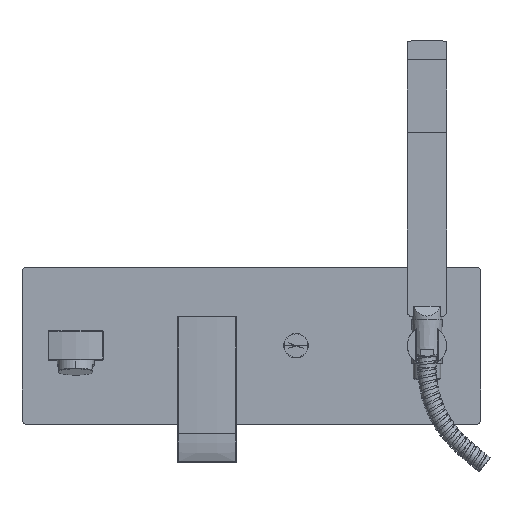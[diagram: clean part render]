
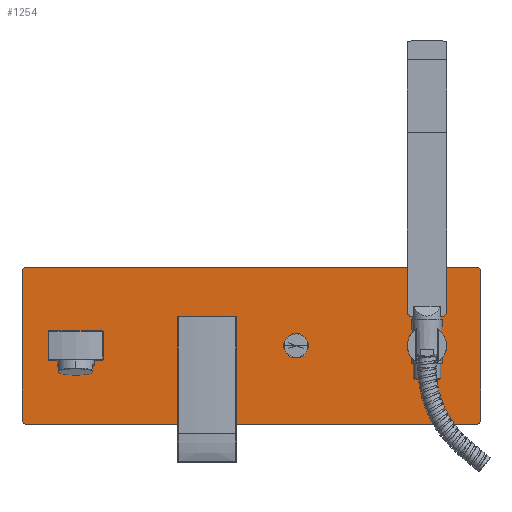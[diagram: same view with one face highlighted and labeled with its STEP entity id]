
A CAD part, top view. The second image highlights one B-rep face of the part: STEP entity #1254.
In plain terms, the highlighted planar face has unit normal (0, 0, 1).
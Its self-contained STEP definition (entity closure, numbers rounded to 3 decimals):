
#972=CARTESIAN_POINT('',(-137.,-56.,50.));
#973=DIRECTION('',(0.,0.,1.));
#974=DIRECTION('',(-1.,0.,0.));
#975=AXIS2_PLACEMENT_3D('',#972,#973,#974);
#977=DIRECTION('',(0.,-1.,0.));
#978=VECTOR('',#977,112.);
#979=CARTESIAN_POINT('',(-141.,56.,50.));
#980=LINE('',#979,#978);
#981=CARTESIAN_POINT('',(-137.,56.,50.));
#982=DIRECTION('',(0.,0.,1.));
#983=DIRECTION('',(0.,1.,0.));
#984=AXIS2_PLACEMENT_3D('',#981,#982,#983);
#986=DIRECTION('',(-1.,0.,0.));
#987=VECTOR('',#986,342.);
#988=CARTESIAN_POINT('',(205.,60.,50.));
#989=LINE('',#988,#987);
#990=CARTESIAN_POINT('',(205.,56.,50.));
#991=DIRECTION('',(0.,0.,1.));
#992=DIRECTION('',(1.,0.,0.));
#993=AXIS2_PLACEMENT_3D('',#990,#991,#992);
#995=DIRECTION('',(0.,1.,0.));
#996=VECTOR('',#995,112.);
#997=CARTESIAN_POINT('',(209.,-56.,50.));
#998=LINE('',#997,#996);
#999=CARTESIAN_POINT('',(205.,-56.,50.));
#1000=DIRECTION('',(0.,0.,1.));
#1001=DIRECTION('',(0.,-1.,0.));
#1002=AXIS2_PLACEMENT_3D('',#999,#1000,#1001);
#1004=DIRECTION('',(1.,0.,0.));
#1005=VECTOR('',#1004,342.);
#1006=CARTESIAN_POINT('',(-137.,-60.,50.));
#1007=LINE('',#1006,#1005);
#1012=CARTESIAN_POINT('',(-141.,-56.,50.));
#1013=VERTEX_POINT('',#1012);
#1014=CARTESIAN_POINT('',(-137.,-60.,50.));
#1015=VERTEX_POINT('',#1014);
#1020=CARTESIAN_POINT('',(-137.,60.,50.));
#1021=VERTEX_POINT('',#1020);
#1022=CARTESIAN_POINT('',(-141.,56.,50.));
#1023=VERTEX_POINT('',#1022);
#1028=CARTESIAN_POINT('',(209.,56.,50.));
#1029=VERTEX_POINT('',#1028);
#1030=CARTESIAN_POINT('',(205.,60.,50.));
#1031=VERTEX_POINT('',#1030);
#1036=CARTESIAN_POINT('',(205.,-60.,50.));
#1037=VERTEX_POINT('',#1036);
#1038=CARTESIAN_POINT('',(209.,-56.,50.));
#1039=VERTEX_POINT('',#1038);
#1239=CARTESIAN_POINT('',(34.,0.,50.));
#1240=DIRECTION('',(0.,0.,1.));
#1241=DIRECTION('',(0.,1.,0.));
#1242=AXIS2_PLACEMENT_3D('',#1239,#1240,#1241);
#1243=PLANE('',#1242);
#1244=ORIENTED_EDGE('',*,*,#1079,.F.);
#1245=ORIENTED_EDGE('',*,*,#1102,.F.);
#1246=ORIENTED_EDGE('',*,*,#1122,.F.);
#1247=ORIENTED_EDGE('',*,*,#1144,.F.);
#1248=ORIENTED_EDGE('',*,*,#1164,.F.);
#1249=ORIENTED_EDGE('',*,*,#1186,.F.);
#1250=ORIENTED_EDGE('',*,*,#1206,.F.);
#1251=ORIENTED_EDGE('',*,*,#1225,.F.);
#1252=EDGE_LOOP('',(#1244,#1245,#1246,#1247,#1248,#1249,#1250,#1251));
#1253=FACE_OUTER_BOUND('',#1252,.F.);
#1254=ADVANCED_FACE('',(#1253),#1243,.T.);
#976=CIRCLE('',#975,4.);
#985=CIRCLE('',#984,4.);
#994=CIRCLE('',#993,4.);
#1003=CIRCLE('',#1002,4.);
#1079=EDGE_CURVE('',#1013,#1015,#976,.T.);
#1102=EDGE_CURVE('',#1023,#1013,#980,.T.);
#1122=EDGE_CURVE('',#1021,#1023,#985,.T.);
#1144=EDGE_CURVE('',#1031,#1021,#989,.T.);
#1164=EDGE_CURVE('',#1029,#1031,#994,.T.);
#1186=EDGE_CURVE('',#1039,#1029,#998,.T.);
#1206=EDGE_CURVE('',#1037,#1039,#1003,.T.);
#1225=EDGE_CURVE('',#1015,#1037,#1007,.T.);
